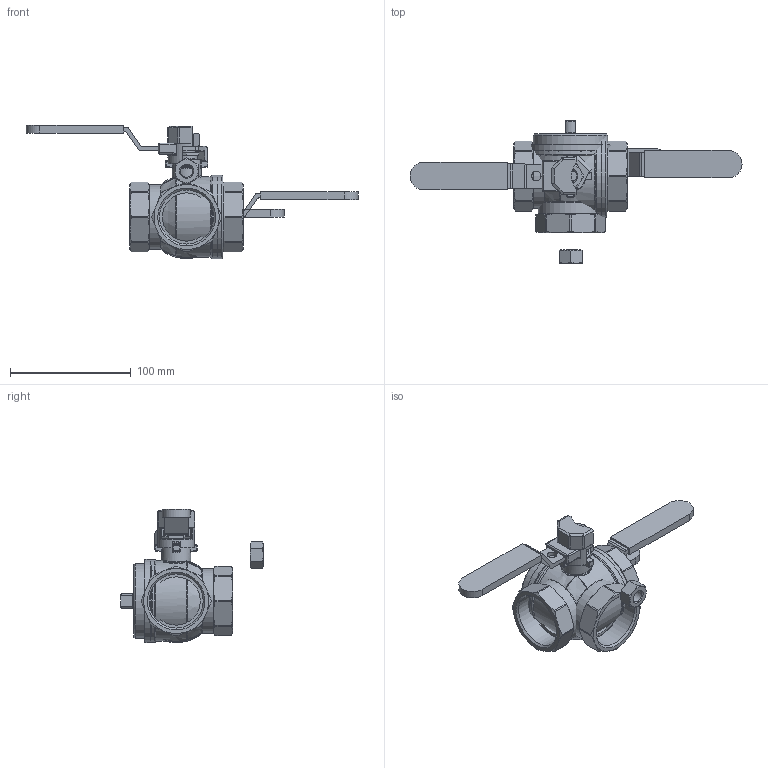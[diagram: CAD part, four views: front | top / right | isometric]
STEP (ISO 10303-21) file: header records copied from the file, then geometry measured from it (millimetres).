
FILE_DESCRIPTION( ( 'Unknown' ), '1' );
FILE_NAME( '9350-08_STEP-KUNDE.stp', 'Unknown', ( 'Unknown' ), ( 'Unknown' ), 'PSStep 13.0', 'Unknown', ' ' );
FILE_SCHEMA( ( 'AUTOMOTIVE_DESIGN { 1 0 10303 214 1 1 1 1 }' ) );
Length unit declared in the file: millimetre
Products named in the file (11): Assem1; Edelstahlgriff_DN32_DN40; 9380_1 1_2-oa1; Spindel__1-1_2; Körper__1-1_2; Stopfbuchse__1-1_4 - 1-1_2; Einschraubteil__1-1_2; Schlie_lasche_DN32_DN40; Edelstahlgriff Ummantelung_DN32_DN40; 600-1_1_2-Mutter-st.gr.
Bounding box: 275.37 x 118.3 x 110.5 mm (x, y, z)
Volume: 363271.3 mm3; surface area: 221168.2 mm2
Topology: 23 solids, 23 shells, 1061 faces, 2616 edges, 1598 vertices
Faces by surface type: plane 397, cylinder 362, cone 176, bspline 54, sphere 39, torus 33
Full cylindrical faces by diameter (mm): 8 x3, 10.2 x2, 14 x6, 14.5 x3, 18 x6, 18.376 x6, 19 x3, 20 x3, 24 x3, 40 x6, 44.845 x12, 49 x6, 53.5 x3, 60.376 x3, 62 x6, 65.2 x3, 67 x3, 69 x6
Entity records: 15871 total; most frequent: CARTESIAN_POINT 4939, DIRECTION 1668, ORIENTED_EDGE 1586, EDGE_CURVE 793, AXIS2_PLACEMENT_3D 666, VERTEX_POINT 515, EDGE_LOOP 438, FACE_OUTER_BOUND 390
